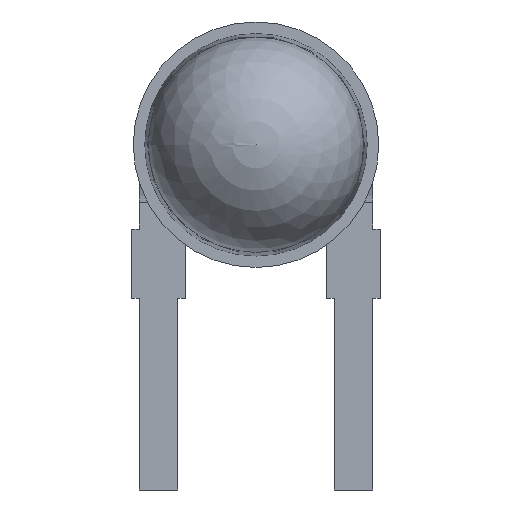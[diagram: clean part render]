
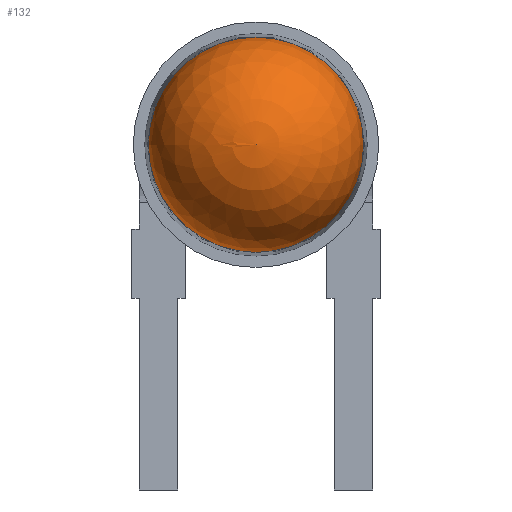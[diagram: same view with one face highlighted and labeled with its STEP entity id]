
A CAD part, front view. The second image highlights one B-rep face of the part: STEP entity #132.
In plain terms, the highlighted spherical face has radius 1.4 mm.
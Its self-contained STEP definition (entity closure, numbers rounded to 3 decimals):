
#132=ADVANCED_FACE('',(#679),#681,.T.);
#679=FACE_OUTER_BOUND('',#680,.T.);
#680=EDGE_LOOP('',(#1075));
#681=SPHERICAL_SURFACE('',#682,1.4);
#682=AXIS2_PLACEMENT_3D('',#683,#684,#685);
#683=CARTESIAN_POINT('',(0.,-5.7,2.));
#684=DIRECTION('',(0.,1.,0.));
#685=DIRECTION('',(-1.,0.,0.));
#1075=ORIENTED_EDGE('',*,*,#1349,.F.);
#1349=EDGE_CURVE('',#1494,#1494,#1495,.T.);
#1494=VERTEX_POINT('',#1739);
#1495=CIRCLE('',#1740,1.4);
#1739=CARTESIAN_POINT('',(-1.4,-5.729,2.));
#1740=AXIS2_PLACEMENT_3D('',#1741,#1742,#1743);
#1741=CARTESIAN_POINT('',(0.,-5.729,2.));
#1742=DIRECTION('',(0.,1.,0.));
#1743=DIRECTION('',(-1.,0.,0.));
